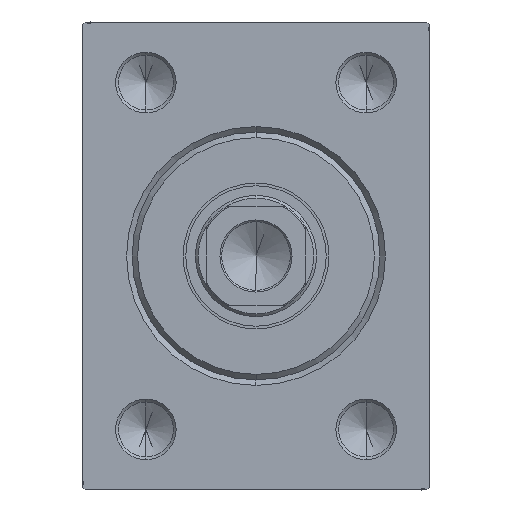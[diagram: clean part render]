
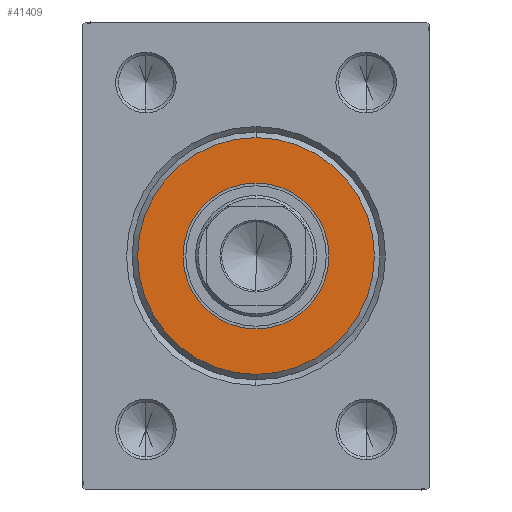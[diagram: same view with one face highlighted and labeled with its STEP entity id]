
A CAD part, left-side view. The second image highlights one B-rep face of the part: STEP entity #41409.
In plain terms, the highlighted face is planar.
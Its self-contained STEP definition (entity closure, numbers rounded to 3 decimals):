
#328 = AXIS2_PLACEMENT_3D ( 'NONE', #42766, #43443, #19214 ) ;
#893 = CARTESIAN_POINT ( 'NONE',  ( 3., 0., 0. ) ) ;
#3103 = CIRCLE ( 'NONE', #40675, 13.25 ) ;
#4554 = DIRECTION ( 'NONE',  ( 0., 0., -1. ) ) ;
#4633 = EDGE_CURVE ( 'NONE', #28986, #41759, #40508, .T. ) ;
#4744 = FACE_OUTER_BOUND ( 'NONE', #25409, .T. ) ;
#5916 = CARTESIAN_POINT ( 'NONE',  ( 3., 0., 0. ) ) ;
#7138 = ORIENTED_EDGE ( 'NONE', *, *, #15583, .F. ) ;
#9089 = DIRECTION ( 'NONE',  ( 1., 0., 0. ) ) ;
#10123 = DIRECTION ( 'NONE',  ( 0., 0., -1. ) ) ;
#11072 = FACE_BOUND ( 'NONE', #27643, .T. ) ;
#12696 = VERTEX_POINT ( 'NONE', #42099 ) ;
#13231 = AXIS2_PLACEMENT_3D ( 'NONE', #30731, #37745, #10123 ) ;
#14661 = AXIS2_PLACEMENT_3D ( 'NONE', #893, #25317, #31676 ) ;
#15583 = EDGE_CURVE ( 'NONE', #12696, #24742, #3103, .T. ) ;
#16818 = EDGE_CURVE ( 'NONE', #41759, #28986, #20456, .T. ) ;
#19214 = DIRECTION ( 'NONE',  ( 0., 0., -1. ) ) ;
#20041 = EDGE_CURVE ( 'NONE', #24742, #12696, #26367, .T. ) ;
#20456 = CIRCLE ( 'NONE', #13231, 21.5 ) ;
#21252 = ORIENTED_EDGE ( 'NONE', *, *, #16818, .T. ) ;
#21741 = CARTESIAN_POINT ( 'NONE',  ( 3., 0., 0. ) ) ;
#24742 = VERTEX_POINT ( 'NONE', #26741 ) ;
#25317 = DIRECTION ( 'NONE',  ( 1., 0., 0. ) ) ;
#25325 = ORIENTED_EDGE ( 'NONE', *, *, #4633, .T. ) ;
#25409 = EDGE_LOOP ( 'NONE', ( #25325, #21252 ) ) ;
#26367 = CIRCLE ( 'NONE', #328, 13.25 ) ;
#26741 = CARTESIAN_POINT ( 'NONE',  ( 3., 0., 13.25 ) ) ;
#27643 = EDGE_LOOP ( 'NONE', ( #7138, #29373 ) ) ;
#28986 = VERTEX_POINT ( 'NONE', #35667 ) ;
#29373 = ORIENTED_EDGE ( 'NONE', *, *, #20041, .F. ) ;
#30731 = CARTESIAN_POINT ( 'NONE',  ( 3., 0., 0. ) ) ;
#31676 = DIRECTION ( 'NONE',  ( 0., 0., -1. ) ) ;
#34045 = CARTESIAN_POINT ( 'NONE',  ( 3., 0., -21.5 ) ) ;
#35558 = DIRECTION ( 'NONE',  ( 1., 0., 0. ) ) ;
#35667 = CARTESIAN_POINT ( 'NONE',  ( 3., 0., 21.5 ) ) ;
#36925 = DIRECTION ( 'NONE',  ( 0., 0., -1. ) ) ;
#37745 = DIRECTION ( 'NONE',  ( 1., 0., 0. ) ) ;
#38700 = PLANE ( 'NONE',  #14661 ) ;
#40508 = CIRCLE ( 'NONE', #42678, 21.5 ) ;
#40675 = AXIS2_PLACEMENT_3D ( 'NONE', #5916, #9089, #36925 ) ;
#41409 = ADVANCED_FACE ( 'NONE', ( #4744, #11072 ), #38700, .T. ) ;
#41759 = VERTEX_POINT ( 'NONE', #34045 ) ;
#42099 = CARTESIAN_POINT ( 'NONE',  ( 3., 0., -13.25 ) ) ;
#42678 = AXIS2_PLACEMENT_3D ( 'NONE', #21741, #35558, #4554 ) ;
#42766 = CARTESIAN_POINT ( 'NONE',  ( 3., 0., 0. ) ) ;
#43443 = DIRECTION ( 'NONE',  ( 1., 0., 0. ) ) ;
